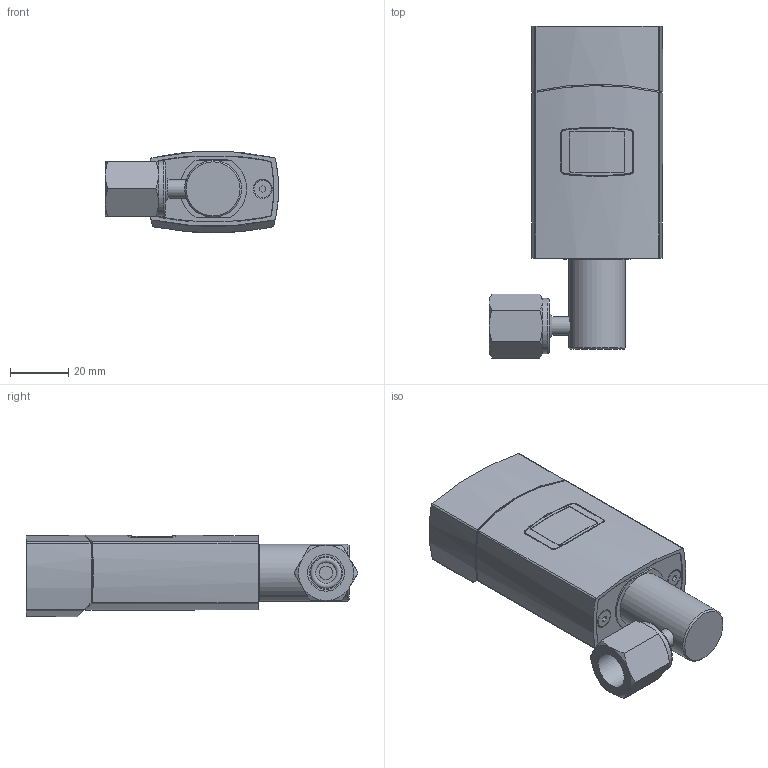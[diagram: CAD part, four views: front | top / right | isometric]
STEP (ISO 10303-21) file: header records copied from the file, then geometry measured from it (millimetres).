
FILE_DESCRIPTION(/* description */ (''),/* implementation_level */ '2;1');
FILE_NAME(/* name */ 'MPCG55x_FCC_4VCR_90.stp',/* time_stamp */ '2014-05-06T11:25:35+02:00',/* author */ ('BEM'),/* organization */ (''),/* preprocessor_version */ 'ST-DEVELOPER v15.2',/* originating_system */ 'Autodesk Inventor 2014',/* authorisation */ '');
FILE_SCHEMA (('AUTOMOTIVE_DESIGN { 1 0 10303 214 3 1 1 }'));
Length unit declared in the file: millimetre
Products named in the file (1): Bauteil16
Bounding box: 59.5 x 113.97 x 27.97 mm (x, y, z)
Volume: 30796.4 mm3; surface area: 38538.1 mm2
Topology: 4 solids, 4 shells, 679 faces, 1852 edges, 1207 vertices
Faces by surface type: plane 331, cylinder 274, cone 55, bspline 13, torus 6
Full cylindrical faces by diameter (mm): 0.9 x8, 1.1 x2, 1.3 x5, 2.4 x1, 2.6 x5, 2.8 x3, 2.9 x3, 3 x3, 3.2 x3, 3.4 x3, 3.6 x2, 4 x2, 4.6 x1, 6 x2, 6.35 x1, 6.5 x1, 8.9 x1, 9.1 x1, 11.3 x1, 12.6 x1, 16 x1, 18 x1, 19 x2, 19.5 x1
Entity records: 22940 total; most frequent: CARTESIAN_POINT 5409, ORIENTED_EDGE 3524, DIRECTION 3368, EDGE_CURVE 1762, AXIS2_PLACEMENT_3D 1205, VERTEX_POINT 1194, LINE 958, VECTOR 958
